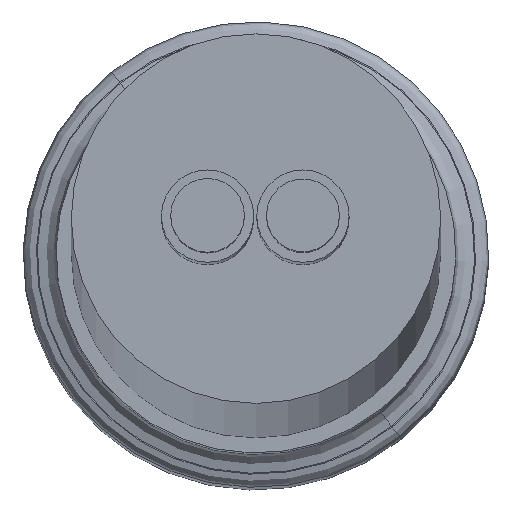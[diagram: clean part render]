
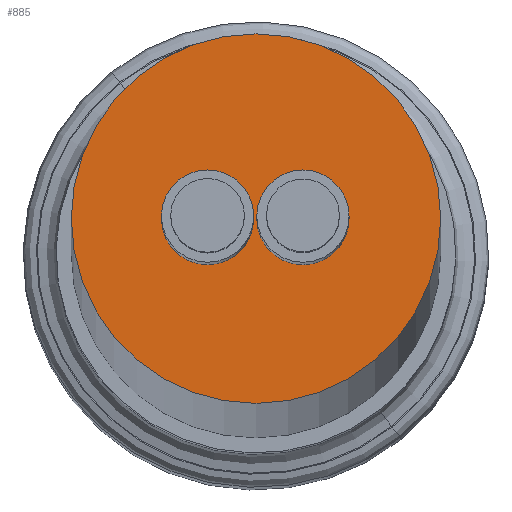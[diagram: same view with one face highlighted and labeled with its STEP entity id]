
A CAD part, top view. The second image highlights one B-rep face of the part: STEP entity #885.
In plain terms, the highlighted planar face has unit normal (0, 0, 1).
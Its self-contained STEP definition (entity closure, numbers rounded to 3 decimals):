
#11 = AXIS2_PLACEMENT_3D ( 'NONE', #814, #1046, #689 ) ;
#38 = FACE_BOUND ( 'NONE', #603, .T. ) ;
#56 = CARTESIAN_POINT ( 'NONE',  ( 0., 0., 302.801 ) ) ;
#70 = VERTEX_POINT ( 'NONE', #1335 ) ;
#116 = DIRECTION ( 'NONE',  ( 0., 0., 1. ) ) ;
#142 = PLANE ( 'NONE',  #1114 ) ;
#155 = EDGE_CURVE ( 'NONE', #1110, #1313, #1001, .T. ) ;
#184 = FACE_BOUND ( 'NONE', #281, .T. ) ;
#196 = CARTESIAN_POINT ( 'NONE',  ( -0.03, 0., 302.801 ) ) ;
#224 = CARTESIAN_POINT ( 'NONE',  ( 0.635, 0., 302.801 ) ) ;
#241 = CIRCLE ( 'NONE', #1397, 0.625 ) ;
#243 = ORIENTED_EDGE ( 'NONE', *, *, #155, .T. ) ;
#278 = VERTEX_POINT ( 'NONE', #196 ) ;
#281 = EDGE_LOOP ( 'NONE', ( #779, #1377 ) ) ;
#293 = CARTESIAN_POINT ( 'NONE',  ( 1.26, 0., 302.801 ) ) ;
#319 = CIRCLE ( 'NONE', #1236, 0.625 ) ;
#334 = DIRECTION ( 'NONE',  ( 1., 0., 0. ) ) ;
#366 = CIRCLE ( 'NONE', #11, 2.5 ) ;
#415 = CARTESIAN_POINT ( 'NONE',  ( -1.28, 0., 302.801 ) ) ;
#427 = DIRECTION ( 'NONE',  ( 1., 0., 0. ) ) ;
#445 = EDGE_CURVE ( 'NONE', #70, #712, #241, .T. ) ;
#549 = FACE_OUTER_BOUND ( 'NONE', #1093, .T. ) ;
#596 = DIRECTION ( 'NONE',  ( 0., 0., 1. ) ) ;
#600 = DIRECTION ( 'NONE',  ( 1., 0., 0. ) ) ;
#603 = EDGE_LOOP ( 'NONE', ( #664, #905 ) ) ;
#650 = CARTESIAN_POINT ( 'NONE',  ( 0.635, 0., 302.801 ) ) ;
#664 = ORIENTED_EDGE ( 'NONE', *, *, #1189, .F. ) ;
#686 = EDGE_CURVE ( 'NONE', #712, #70, #319, .T. ) ;
#689 = DIRECTION ( 'NONE',  ( 1., 0., 0. ) ) ;
#712 = VERTEX_POINT ( 'NONE', #293 ) ;
#758 = DIRECTION ( 'NONE',  ( 0., 0., 1. ) ) ;
#766 = AXIS2_PLACEMENT_3D ( 'NONE', #56, #758, #1359 ) ;
#779 = ORIENTED_EDGE ( 'NONE', *, *, #445, .F. ) ;
#784 = CARTESIAN_POINT ( 'NONE',  ( -0.655, 0., 302.801 ) ) ;
#814 = CARTESIAN_POINT ( 'NONE',  ( 0., 0., 302.801 ) ) ;
#885 = ADVANCED_FACE ( 'NONE', ( #184, #38, #549 ), #142, .T. ) ;
#890 = CARTESIAN_POINT ( 'NONE',  ( 2.5, 0., 302.801 ) ) ;
#905 = ORIENTED_EDGE ( 'NONE', *, *, #1169, .F. ) ;
#913 = DIRECTION ( 'NONE',  ( 1., 0., 0. ) ) ;
#920 = DIRECTION ( 'NONE',  ( 0., 0., 1. ) ) ;
#959 = CARTESIAN_POINT ( 'NONE',  ( 0.635, 0., 302.801 ) ) ;
#967 = DIRECTION ( 'NONE',  ( 1., 0., 0. ) ) ;
#1001 = CIRCLE ( 'NONE', #766, 2.5 ) ;
#1017 = DIRECTION ( 'NONE',  ( 0., 0., 1. ) ) ;
#1043 = DIRECTION ( 'NONE',  ( 0., 0., 1. ) ) ;
#1046 = DIRECTION ( 'NONE',  ( 0., 0., 1. ) ) ;
#1048 = AXIS2_PLACEMENT_3D ( 'NONE', #1269, #1043, #334 ) ;
#1093 = EDGE_LOOP ( 'NONE', ( #1266, #243 ) ) ;
#1110 = VERTEX_POINT ( 'NONE', #890 ) ;
#1114 = AXIS2_PLACEMENT_3D ( 'NONE', #959, #596, #967 ) ;
#1135 = VERTEX_POINT ( 'NONE', #415 ) ;
#1169 = EDGE_CURVE ( 'NONE', #278, #1135, #1422, .T. ) ;
#1173 = CIRCLE ( 'NONE', #1461, 0.625 ) ;
#1189 = EDGE_CURVE ( 'NONE', #1135, #278, #1173, .T. ) ;
#1236 = AXIS2_PLACEMENT_3D ( 'NONE', #650, #1017, #427 ) ;
#1266 = ORIENTED_EDGE ( 'NONE', *, *, #1337, .T. ) ;
#1269 = CARTESIAN_POINT ( 'NONE',  ( -0.655, 0., 302.801 ) ) ;
#1313 = VERTEX_POINT ( 'NONE', #1512 ) ;
#1335 = CARTESIAN_POINT ( 'NONE',  ( 0.01, 0., 302.801 ) ) ;
#1337 = EDGE_CURVE ( 'NONE', #1313, #1110, #366, .T. ) ;
#1359 = DIRECTION ( 'NONE',  ( 1., 0., 0. ) ) ;
#1377 = ORIENTED_EDGE ( 'NONE', *, *, #686, .F. ) ;
#1397 = AXIS2_PLACEMENT_3D ( 'NONE', #224, #116, #600 ) ;
#1422 = CIRCLE ( 'NONE', #1048, 0.625 ) ;
#1461 = AXIS2_PLACEMENT_3D ( 'NONE', #784, #920, #913 ) ;
#1512 = CARTESIAN_POINT ( 'NONE',  ( -2.5, 0., 302.801 ) ) ;
